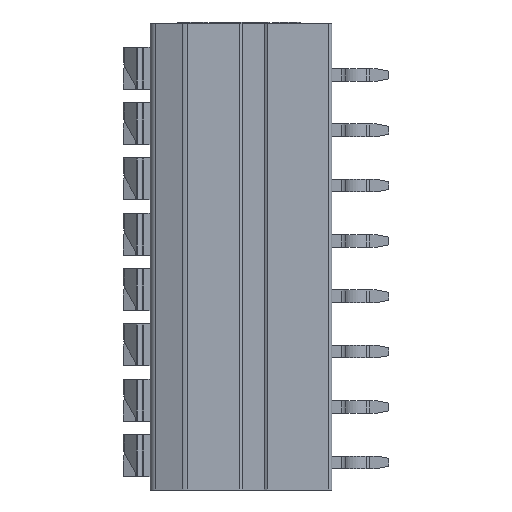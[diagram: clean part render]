
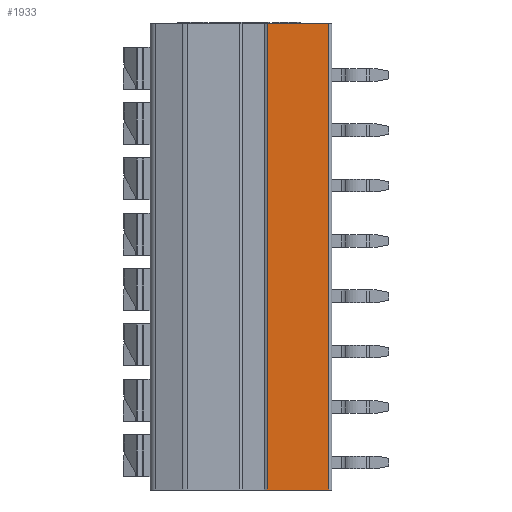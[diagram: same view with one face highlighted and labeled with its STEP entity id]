
A CAD part, left-side view. The second image highlights one B-rep face of the part: STEP entity #1933.
In plain terms, the highlighted planar face has unit normal (-1, 0, 0).
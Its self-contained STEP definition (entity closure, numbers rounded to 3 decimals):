
#1093=FACE_OUTER_BOUND('',#3387,.T.);
#1933=ADVANCED_FACE('',(#1093),#2776,.T.);
#2776=PLANE('',#15696);
#3387=EDGE_LOOP('',(#4282,#4283,#4284,#4285));
#4282=ORIENTED_EDGE('',*,*,#10207,.T.);
#4283=ORIENTED_EDGE('',*,*,#10208,.T.);
#4284=ORIENTED_EDGE('',*,*,#10209,.T.);
#4285=ORIENTED_EDGE('',*,*,#10210,.T.);
#8730=VERTEX_POINT('',#21210);
#8731=VERTEX_POINT('',#21211);
#8732=VERTEX_POINT('',#21213);
#8733=VERTEX_POINT('',#21215);
#10207=EDGE_CURVE('',#8730,#8731,#12431,.T.);
#10208=EDGE_CURVE('',#8731,#8732,#12432,.T.);
#10209=EDGE_CURVE('',#8732,#8733,#12433,.T.);
#10210=EDGE_CURVE('',#8733,#8730,#12434,.T.);
#12431=LINE('',#21209,#14059);
#12432=LINE('',#21212,#14060);
#12433=LINE('',#21214,#14061);
#12434=LINE('',#21216,#14062);
#14059=VECTOR('',#16992,1.);
#14060=VECTOR('',#16993,1.);
#14061=VECTOR('',#16994,1.);
#14062=VECTOR('',#16995,1.);
#15696=AXIS2_PLACEMENT_3D('',#21217,#16996,#16997);
#16992=DIRECTION('',(0.,0.,-1.));
#16993=DIRECTION('',(0.,-1.,0.));
#16994=DIRECTION('',(0.,0.,1.));
#16995=DIRECTION('',(0.,1.,0.));
#16996=DIRECTION('',(-1.,0.,0.));
#16997=DIRECTION('',(0.,1.,0.));
#21209=CARTESIAN_POINT('',(296.561,-1.8,-105.417));
#21210=CARTESIAN_POINT('',(296.561,-1.8,-100.417));
#21211=CARTESIAN_POINT('',(296.561,-1.8,-129.917));
#21212=CARTESIAN_POINT('',(296.561,-1.8,-129.917));
#21213=CARTESIAN_POINT('',(296.561,-5.7,-129.917));
#21214=CARTESIAN_POINT('',(296.561,-5.7,-108.917));
#21215=CARTESIAN_POINT('',(296.561,-5.7,-100.417));
#21216=CARTESIAN_POINT('',(296.561,-5.7,-100.417));
#21217=CARTESIAN_POINT('',(296.561,3.4,-108.917));
